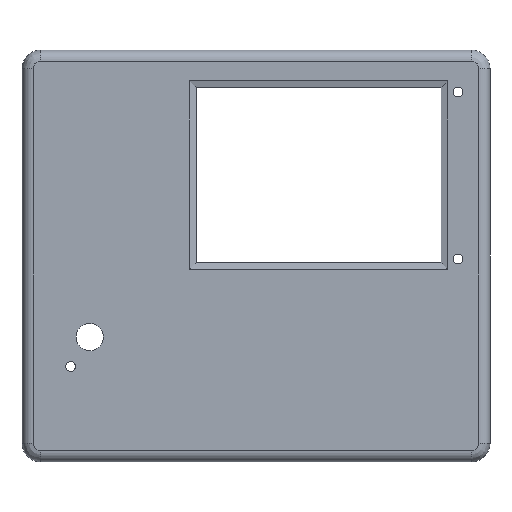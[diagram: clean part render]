
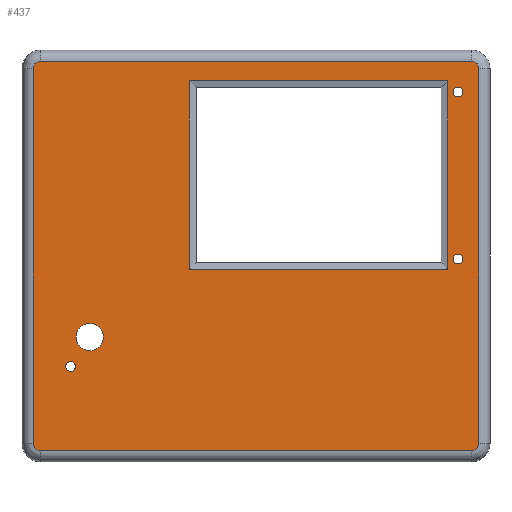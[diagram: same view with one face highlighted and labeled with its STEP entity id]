
A CAD part, top view. The second image highlights one B-rep face of the part: STEP entity #437.
In plain terms, the highlighted planar face has unit normal (0, 0, 1).
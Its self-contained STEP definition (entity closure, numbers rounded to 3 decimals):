
#24=CIRCLE('',#455,2.);
#28=CIRCLE('',#460,2.);
#32=CIRCLE('',#465,2.);
#36=CIRCLE('',#470,2.);
#39=CIRCLE('',#475,3.65);
#40=CIRCLE('',#476,1.3);
#41=CIRCLE('',#477,1.3);
#42=CIRCLE('',#478,1.3);
#52=FACE_BOUND('',#102,.T.);
#53=FACE_BOUND('',#103,.T.);
#54=FACE_BOUND('',#104,.T.);
#55=FACE_BOUND('',#105,.T.);
#56=FACE_BOUND('',#106,.T.);
#77=FACE_OUTER_BOUND('',#101,.T.);
#101=EDGE_LOOP('',(#355,#356,#357,#358,#359,#360,#361,#362));
#102=EDGE_LOOP('',(#363,#364,#365,#366));
#103=EDGE_LOOP('',(#367));
#104=EDGE_LOOP('',(#368));
#105=EDGE_LOOP('',(#369));
#106=EDGE_LOOP('',(#370));
#119=LINE('',#618,#155);
#125=LINE('',#629,#161);
#126=LINE('',#632,#162);
#129=LINE('',#637,#165);
#141=LINE('',#680,#177);
#143=LINE('',#700,#179);
#145=LINE('',#720,#181);
#147=LINE('',#737,#183);
#155=VECTOR('',#494,10.);
#161=VECTOR('',#502,10.);
#162=VECTOR('',#505,10.);
#165=VECTOR('',#510,10.);
#177=VECTOR('',#540,10.);
#179=VECTOR('',#552,10.);
#181=VECTOR('',#564,10.);
#183=VECTOR('',#574,10.);
#191=VERTEX_POINT('',#616);
#192=VERTEX_POINT('',#617);
#196=VERTEX_POINT('',#627);
#197=VERTEX_POINT('',#631);
#207=VERTEX_POINT('',#668);
#208=VERTEX_POINT('',#670);
#210=VERTEX_POINT('',#676);
#212=VERTEX_POINT('',#690);
#214=VERTEX_POINT('',#696);
#216=VERTEX_POINT('',#710);
#218=VERTEX_POINT('',#716);
#220=VERTEX_POINT('',#730);
#222=VERTEX_POINT('',#739);
#223=VERTEX_POINT('',#741);
#224=VERTEX_POINT('',#743);
#225=VERTEX_POINT('',#745);
#231=EDGE_CURVE('',#191,#192,#119,.T.);
#237=EDGE_CURVE('',#196,#191,#125,.T.);
#238=EDGE_CURVE('',#197,#196,#126,.T.);
#241=EDGE_CURVE('',#192,#197,#129,.T.);
#253=EDGE_CURVE('',#207,#208,#24,.T.);
#258=EDGE_CURVE('',#208,#210,#141,.T.);
#259=EDGE_CURVE('',#210,#212,#28,.T.);
#264=EDGE_CURVE('',#212,#214,#143,.T.);
#265=EDGE_CURVE('',#214,#216,#32,.T.);
#270=EDGE_CURVE('',#216,#218,#145,.T.);
#271=EDGE_CURVE('',#218,#220,#36,.T.);
#275=EDGE_CURVE('',#220,#207,#147,.T.);
#276=EDGE_CURVE('',#222,#222,#39,.T.);
#277=EDGE_CURVE('',#223,#223,#40,.T.);
#278=EDGE_CURVE('',#224,#224,#41,.T.);
#279=EDGE_CURVE('',#225,#225,#42,.T.);
#355=ORIENTED_EDGE('',*,*,#253,.F.);
#356=ORIENTED_EDGE('',*,*,#275,.F.);
#357=ORIENTED_EDGE('',*,*,#271,.F.);
#358=ORIENTED_EDGE('',*,*,#270,.F.);
#359=ORIENTED_EDGE('',*,*,#265,.F.);
#360=ORIENTED_EDGE('',*,*,#264,.F.);
#361=ORIENTED_EDGE('',*,*,#259,.F.);
#362=ORIENTED_EDGE('',*,*,#258,.F.);
#363=ORIENTED_EDGE('',*,*,#231,.F.);
#364=ORIENTED_EDGE('',*,*,#237,.F.);
#365=ORIENTED_EDGE('',*,*,#238,.F.);
#366=ORIENTED_EDGE('',*,*,#241,.F.);
#367=ORIENTED_EDGE('',*,*,#276,.T.);
#368=ORIENTED_EDGE('',*,*,#277,.T.);
#369=ORIENTED_EDGE('',*,*,#278,.T.);
#370=ORIENTED_EDGE('',*,*,#279,.T.);
#418=PLANE('',#474);
#437=ADVANCED_FACE('',(#77,#52,#53,#54,#55,#56),#418,.T.);
#455=AXIS2_PLACEMENT_3D('',#671,#529,#530);
#460=AXIS2_PLACEMENT_3D('',#691,#541,#542);
#465=AXIS2_PLACEMENT_3D('',#711,#553,#554);
#470=AXIS2_PLACEMENT_3D('',#731,#565,#566);
#474=AXIS2_PLACEMENT_3D('',#738,#575,#576);
#475=AXIS2_PLACEMENT_3D('',#740,#577,#578);
#476=AXIS2_PLACEMENT_3D('',#742,#579,#580);
#477=AXIS2_PLACEMENT_3D('',#744,#581,#582);
#478=AXIS2_PLACEMENT_3D('',#746,#583,#584);
#494=DIRECTION('',(0.,-1.,0.));
#502=DIRECTION('',(-1.,0.,0.));
#505=DIRECTION('',(0.,1.,0.));
#510=DIRECTION('',(1.,0.,0.));
#529=DIRECTION('center_axis',(0.,0.,-1.));
#530=DIRECTION('ref_axis',(-0.707,0.707,0.));
#540=DIRECTION('',(1.,0.,0.));
#541=DIRECTION('center_axis',(0.,0.,-1.));
#542=DIRECTION('ref_axis',(0.707,0.707,0.));
#552=DIRECTION('',(0.,-1.,0.));
#553=DIRECTION('center_axis',(0.,0.,-1.));
#554=DIRECTION('ref_axis',(0.707,-0.707,0.));
#564=DIRECTION('',(-1.,0.,0.));
#565=DIRECTION('center_axis',(0.,0.,-1.));
#566=DIRECTION('ref_axis',(-0.707,-0.707,0.));
#574=DIRECTION('',(0.,1.,0.));
#575=DIRECTION('center_axis',(0.,0.,1.));
#576=DIRECTION('ref_axis',(0.,-1.,0.));
#577=DIRECTION('center_axis',(0.,0.,-1.));
#578=DIRECTION('ref_axis',(-1.,0.,0.));
#579=DIRECTION('center_axis',(0.,0.,-1.));
#580=DIRECTION('ref_axis',(1.,0.,0.));
#581=DIRECTION('center_axis',(0.,0.,-1.));
#582=DIRECTION('ref_axis',(1.,0.,0.));
#583=DIRECTION('center_axis',(0.,0.,-1.));
#584=DIRECTION('ref_axis',(1.,0.,0.));
#616=CARTESIAN_POINT('',(19.725,-58.23,10.4));
#617=CARTESIAN_POINT('',(19.725,-108.61,10.4));
#618=CARTESIAN_POINT('',(19.725,-83.42,10.4));
#627=CARTESIAN_POINT('',(88.775,-58.23,10.4));
#629=CARTESIAN_POINT('',(54.25,-58.23,10.4));
#631=CARTESIAN_POINT('',(88.775,-108.61,10.4));
#632=CARTESIAN_POINT('',(88.775,-83.42,10.4));
#637=CARTESIAN_POINT('',(54.25,-108.61,10.4));
#668=CARTESIAN_POINT('',(-22.,-55.,10.4));
#670=CARTESIAN_POINT('',(-20.,-53.,10.4));
#671=CARTESIAN_POINT('Origin',(-20.,-55.,10.4));
#676=CARTESIAN_POINT('',(95.,-53.,10.4));
#680=CARTESIAN_POINT('',(37.5,-53.,10.4));
#690=CARTESIAN_POINT('',(97.,-55.,10.4));
#691=CARTESIAN_POINT('Origin',(95.,-55.,10.4));
#696=CARTESIAN_POINT('',(97.,-155.,10.4));
#700=CARTESIAN_POINT('',(97.,-105.,10.4));
#710=CARTESIAN_POINT('',(95.,-157.,10.4));
#711=CARTESIAN_POINT('Origin',(95.,-155.,10.4));
#716=CARTESIAN_POINT('',(-20.,-157.,10.4));
#720=CARTESIAN_POINT('',(37.5,-157.,10.4));
#730=CARTESIAN_POINT('',(-22.,-155.,10.4));
#731=CARTESIAN_POINT('Origin',(-20.,-155.,10.4));
#737=CARTESIAN_POINT('',(-22.,-105.,10.4));
#738=CARTESIAN_POINT('Origin',(37.5,-105.,10.4));
#739=CARTESIAN_POINT('',(-3.25,-126.65,10.4));
#740=CARTESIAN_POINT('Origin',(-6.9,-126.65,10.4));
#741=CARTESIAN_POINT('',(90.15,-61.22,10.4));
#742=CARTESIAN_POINT('Origin',(91.45,-61.22,10.4));
#743=CARTESIAN_POINT('',(90.15,-105.82,10.4));
#744=CARTESIAN_POINT('Origin',(91.45,-105.82,10.4));
#745=CARTESIAN_POINT('',(-13.3,-134.5,10.4));
#746=CARTESIAN_POINT('Origin',(-12.,-134.5,10.4));
